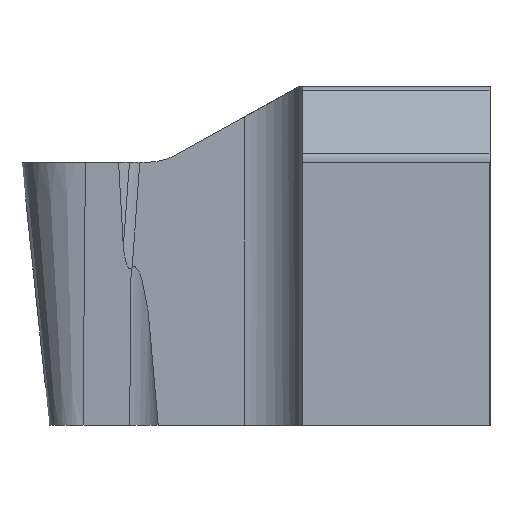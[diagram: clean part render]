
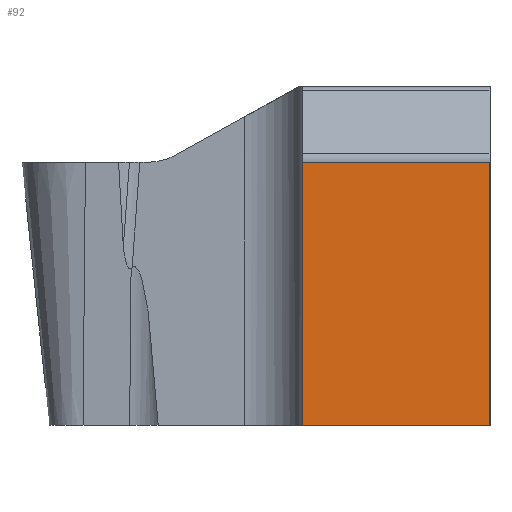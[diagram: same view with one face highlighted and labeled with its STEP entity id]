
A CAD part, front view. The second image highlights one B-rep face of the part: STEP entity #92.
In plain terms, the highlighted planar face has unit normal (0, -1, 0).
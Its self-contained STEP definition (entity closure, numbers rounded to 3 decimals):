
#92=ADVANCED_FACE('',(#135),#110,.F.);
#110=PLANE('',#643);
#135=FACE_OUTER_BOUND('',#164,.T.);
#164=EDGE_LOOP('',(#292,#293,#294,#295));
#292=ORIENTED_EDGE('',*,*,#432,.F.);
#293=ORIENTED_EDGE('',*,*,#458,.F.);
#294=ORIENTED_EDGE('',*,*,#459,.T.);
#295=ORIENTED_EDGE('',*,*,#455,.F.);
#366=VERTEX_POINT('',#1119);
#367=VERTEX_POINT('',#1121);
#384=VERTEX_POINT('',#1169);
#385=VERTEX_POINT('',#1173);
#432=EDGE_CURVE('',#366,#367,#488,.T.);
#455=EDGE_CURVE('',#367,#384,#500,.T.);
#458=EDGE_CURVE('',#385,#366,#501,.T.);
#459=EDGE_CURVE('',#385,#384,#502,.T.);
#488=LINE('',#1120,#531);
#500=LINE('',#1168,#543);
#501=LINE('',#1174,#544);
#502=LINE('',#1178,#545);
#531=VECTOR('',#716,1.);
#543=VECTOR('',#758,1.);
#544=VECTOR('',#765,1.);
#545=VECTOR('',#772,1.);
#643=AXIS2_PLACEMENT_3D('',#1179,#773,#774);
#716=DIRECTION('',(-1.,0.,0.));
#758=DIRECTION('',(0.,0.,1.));
#765=DIRECTION('',(0.,0.,-1.));
#772=DIRECTION('',(-1.,0.,0.));
#773=DIRECTION('',(0.,1.,0.));
#774=DIRECTION('',(0.,0.,1.));
#1119=CARTESIAN_POINT('',(1.597,-11.8,-4.495));
#1120=CARTESIAN_POINT('',(0.,-11.8,-4.495));
#1121=CARTESIAN_POINT('',(-1.597,-11.8,-4.495));
#1168=CARTESIAN_POINT('',(-1.597,-11.8,10.));
#1169=CARTESIAN_POINT('',(-1.597,-11.8,0.));
#1173=CARTESIAN_POINT('',(1.597,-11.8,0.));
#1174=CARTESIAN_POINT('',(1.597,-11.8,10.));
#1178=CARTESIAN_POINT('',(-40.,-11.8,0.));
#1179=CARTESIAN_POINT('',(0.,-11.8,-2.184));
